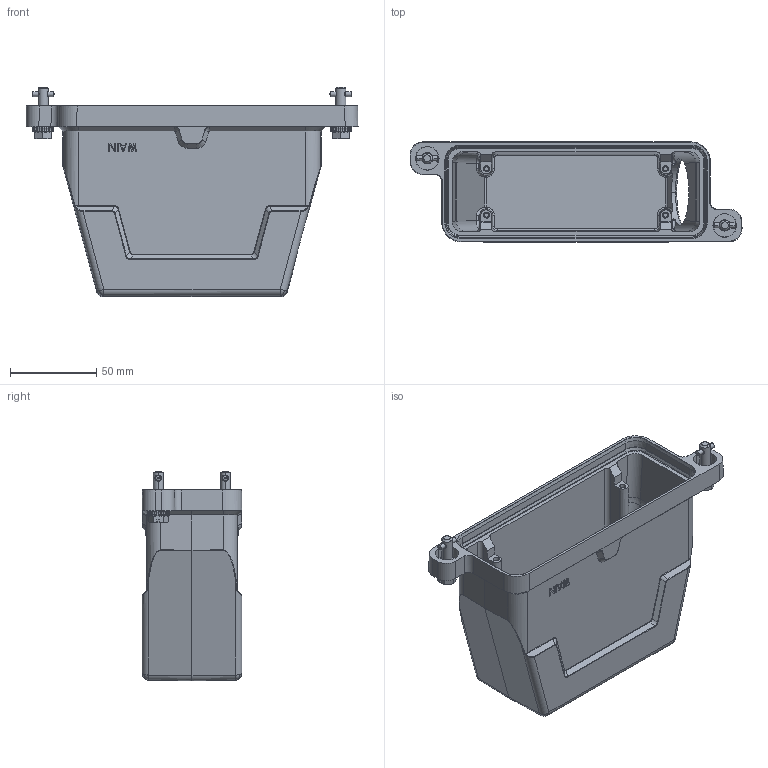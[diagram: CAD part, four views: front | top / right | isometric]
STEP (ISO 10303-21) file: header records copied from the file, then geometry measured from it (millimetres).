
FILE_DESCRIPTION(/* description */ (''),/* implementation_level */ '2;1');
FILE_NAME(/* name */ '3D_1136245405005_HP24B_H-SEH-2T-M40_V1.0_stp.stp',/* time_stamp */ '2024-01-11T13:19:10+08:00',/* author */ (''),/* organization */ (''),/* preprocessor_version */ 'ST-DEVELOPER v18.1',/* originating_system */ 'SIEMENS PLM Software NX 1980',/* authorisation */ '');
FILE_SCHEMA (('AUTOMOTIVE_DESIGN { 1 0 10303 214 3 1 1 1 }'));
Length unit declared in the file: millimetre
Products named in the file (1): gqwu452CEF462sh0
Bounding box: 193 x 58 x 121.95 mm (x, y, z)
Volume: 229323.3 mm3; surface area: 100016.1 mm2
Topology: 1 solids, 5 shells, 817 faces, 2083 edges, 1304 vertices
Faces by surface type: plane 394, cylinder 197, cone 94, bspline 60, torus 48, sphere 24
Entity records: 32442 total; most frequent: CARTESIAN_POINT 14240, ORIENTED_EDGE 4166, DIRECTION 3198, EDGE_CURVE 2083, VERTEX_POINT 1304, AXIS2_PLACEMENT_3D 1098, LINE 1002, VECTOR 1002
